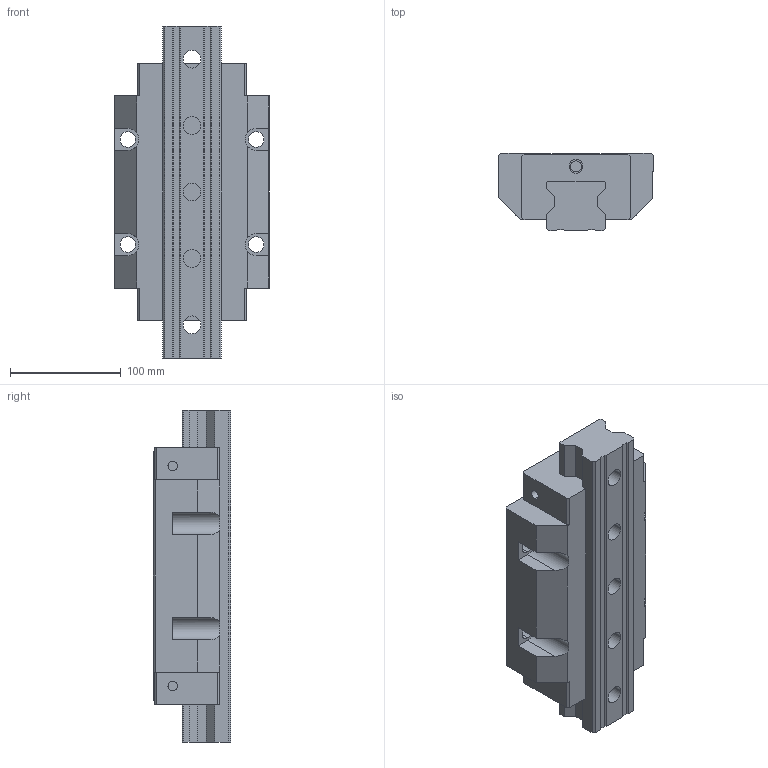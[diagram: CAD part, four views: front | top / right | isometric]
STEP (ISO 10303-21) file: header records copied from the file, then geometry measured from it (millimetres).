
FILE_DESCRIPTION((''),'2;1');
FILE_NAME('RGW55HC_ASM','2008-07-11T',('danharen'),(''),'PRO/ENGINEER BY PARAMETRIC TECHNOLOGY CORPORATION, 2004360','PRO/ENGINEER BY PARAMETRIC TECHNOLOGY CORPORATION, 2004360','');
FILE_SCHEMA(('CONFIG_CONTROL_DESIGN'));
Length unit declared in the file: millimetre
Products named in the file (4): RGW55HC_BLOCK_6; PRT0013; RGW55HC_ASM_4_ASM; RGW55HC_ASM
Assembly tree (3 placements, depth 3):
  RGW55HC_ASM
    RGW55HC_ASM_4_ASM
      RGW55HC_BLOCK_6
      PRT0013
Bounding box: 140 x 70 x 300 mm (x, y, z)
Volume: 1830918.4 mm3; surface area: 202410.4 mm2
Topology: 2 solids, 2 shells, 195 faces, 522 edges, 350 vertices
Faces by surface type: plane 121, cylinder 64, cone 10
Entity records: 6300 total; most frequent: CARTESIAN_POINT 1100, DIRECTION 1080, ORIENTED_EDGE 1044, EDGE_CURVE 522, AXIS2_PLACEMENT_3D 362, VECTOR 356, LINE 356, VERTEX_POINT 350
